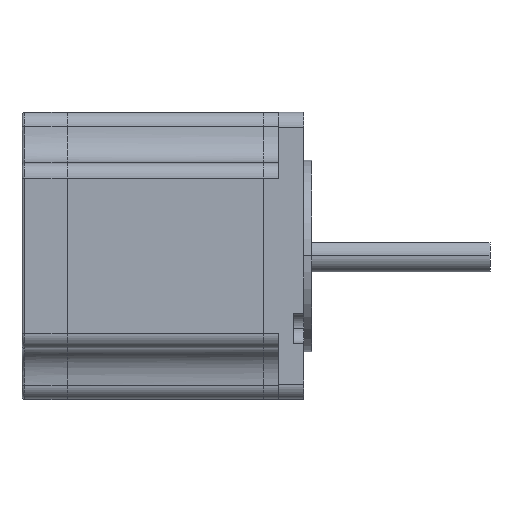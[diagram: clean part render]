
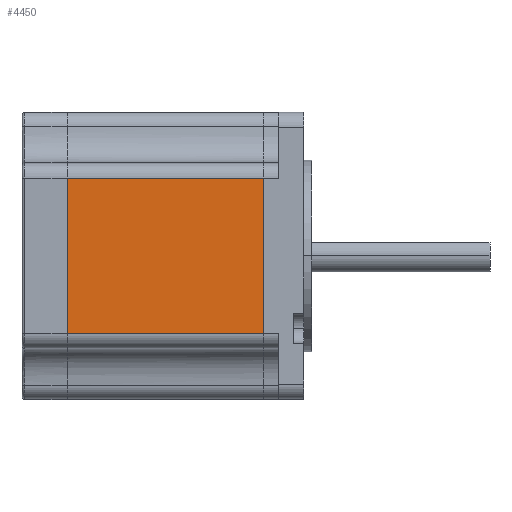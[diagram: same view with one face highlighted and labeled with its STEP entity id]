
A CAD part, top view. The second image highlights one B-rep face of the part: STEP entity #4450.
In plain terms, the highlighted planar face has unit normal (0, 0, 1).
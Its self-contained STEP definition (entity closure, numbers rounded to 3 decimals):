
#78 = VECTOR ( 'NONE', #4672, 1000. ) ;
#93 = EDGE_CURVE ( 'NONE', #1134, #3342, #1470, .T. ) ;
#98 = CARTESIAN_POINT ( 'NONE',  ( 48., -15.44, 28.5 ) ) ;
#426 = VERTEX_POINT ( 'NONE', #5154 ) ;
#568 = VECTOR ( 'NONE', #3290, 1000. ) ;
#965 = CARTESIAN_POINT ( 'NONE',  ( 9., -28.5, 28.5 ) ) ;
#1134 = VERTEX_POINT ( 'NONE', #5988 ) ;
#1182 = PLANE ( 'NONE',  #4488 ) ;
#1470 = LINE ( 'NONE', #3262, #4512 ) ;
#1641 = FACE_OUTER_BOUND ( 'NONE', #3495, .T. ) ;
#1990 = CARTESIAN_POINT ( 'NONE',  ( 48., 15.44, 28.5 ) ) ;
#2019 = CARTESIAN_POINT ( 'NONE',  ( 56., -28.5, 28.5 ) ) ;
#2107 = DIRECTION ( 'NONE',  ( 0., 1., 0. ) ) ;
#2238 = ORIENTED_EDGE ( 'NONE', *, *, #4292, .T. ) ;
#2536 = EDGE_CURVE ( 'NONE', #3578, #3342, #3229, .T. ) ;
#2587 = DIRECTION ( 'NONE',  ( 0., 0., -1. ) ) ;
#2591 = EDGE_CURVE ( 'NONE', #1134, #426, #4189, .T. ) ;
#2795 = ORIENTED_EDGE ( 'NONE', *, *, #2591, .F. ) ;
#2805 = DIRECTION ( 'NONE',  ( 1., 0., 0. ) ) ;
#2877 = VECTOR ( 'NONE', #5966, 1000. ) ;
#3229 = LINE ( 'NONE', #4136, #2877 ) ;
#3262 = CARTESIAN_POINT ( 'NONE',  ( 56., -15.44, 28.5 ) ) ;
#3290 = DIRECTION ( 'NONE',  ( 0., 1., 0. ) ) ;
#3342 = VERTEX_POINT ( 'NONE', #98 ) ;
#3495 = EDGE_LOOP ( 'NONE', ( #4258, #2238, #2795, #3618 ) ) ;
#3578 = VERTEX_POINT ( 'NONE', #1990 ) ;
#3618 = ORIENTED_EDGE ( 'NONE', *, *, #93, .T. ) ;
#4136 = CARTESIAN_POINT ( 'NONE',  ( 48., -28.5, 28.5 ) ) ;
#4189 = LINE ( 'NONE', #965, #568 ) ;
#4258 = ORIENTED_EDGE ( 'NONE', *, *, #2536, .F. ) ;
#4292 = EDGE_CURVE ( 'NONE', #3578, #426, #5239, .T. ) ;
#4450 = ADVANCED_FACE ( 'NONE', ( #1641 ), #1182, .F. ) ;
#4488 = AXIS2_PLACEMENT_3D ( 'NONE', #2019, #2587, #2107 ) ;
#4512 = VECTOR ( 'NONE', #2805, 1000. ) ;
#4672 = DIRECTION ( 'NONE',  ( -1., 0., 0. ) ) ;
#4781 = CARTESIAN_POINT ( 'NONE',  ( 56., 15.44, 28.5 ) ) ;
#5154 = CARTESIAN_POINT ( 'NONE',  ( 9., 15.44, 28.5 ) ) ;
#5239 = LINE ( 'NONE', #4781, #78 ) ;
#5966 = DIRECTION ( 'NONE',  ( 0., -1., 0. ) ) ;
#5988 = CARTESIAN_POINT ( 'NONE',  ( 9., -15.44, 28.5 ) ) ;
